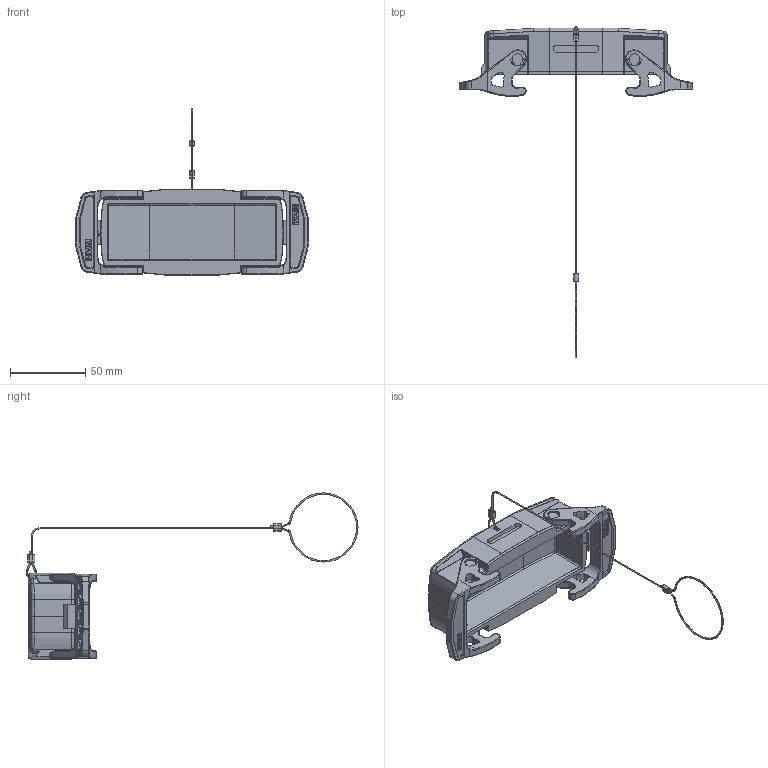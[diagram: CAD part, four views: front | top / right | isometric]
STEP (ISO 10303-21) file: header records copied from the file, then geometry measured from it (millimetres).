
FILE_DESCRIPTION(/* description */ (''),/* implementation_level */ '2;1');
FILE_NAME(/* name */ '3D_1290240408001_HM24B.P-CV-2L_1_V1.0.stp',/* time_stamp */ '2024-03-21T10:43:47+08:00',/* author */ (''),/* organization */ (''),/* preprocessor_version */ 'ST-DEVELOPER v18.1',/* originating_system */ 'SIEMENS PLM Software NX 1980',/* authorisation */ '');
FILE_SCHEMA (('AUTOMOTIVE_DESIGN { 1 0 10303 214 3 1 1 1 }'));
Products named in the file (1): _model1
Bounding box: 155 x 220.68 x 110.5 mm (x, y, z)
Volume: 79532.1 mm3; surface area: 54103.2 mm2
Topology: 1 solids, 8 shells, 1476 faces, 4030 edges, 2593 vertices
Faces by surface type: plane 645, cylinder 550, torus 172, bspline 85, cone 16, sphere 8
Full cylindrical faces by diameter (mm): 7.2 x4
Entity records: 60018 total; most frequent: CARTESIAN_POINT 18189, ORIENTED_EDGE 8010, DIRECTION 6539, EDGE_CURVE 4005, VERTEX_POINT 2584, AXIS2_PLACEMENT_3D 2263, LINE 2013, VECTOR 2013
